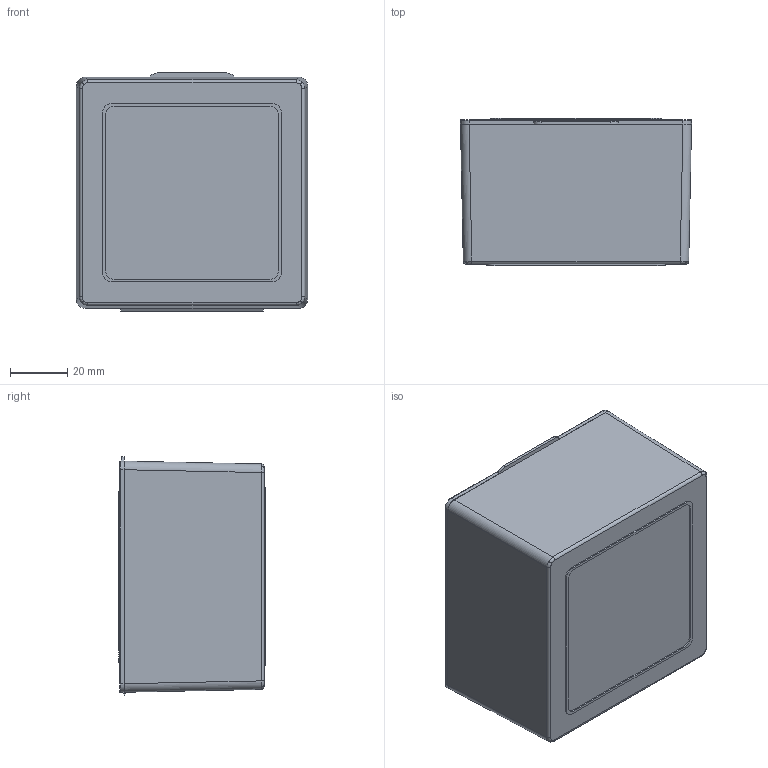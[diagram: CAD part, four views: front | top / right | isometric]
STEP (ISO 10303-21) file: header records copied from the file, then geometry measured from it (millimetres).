
FILE_DESCRIPTION (( 'STEP AP214' ), '1' );
FILE_NAME ('B118 Êîðîáêà ïëàñòèêîâàÿ, ?80x80x50 ìì.STEP', '2020-04-06T13:17:35', ( '' ), ( '' ), 'SwSTEP 2.0', 'SolidWorks 2020', '' );
FILE_SCHEMA (( 'AUTOMOTIVE_DESIGN' ));
Length unit declared in the file: millimetre
Products named in the file (3): B118 Êðûøêà; B118 Êîðîáêà ïëàñòèêîâàÿ, ?80x80x50 ìì; B118 Åìêîñòü
Assembly tree (2 placements, depth 2):
  B118 Êîðîáêà ïëàñòèêîâàÿ, ?80x80x50 ìì
    B118 Åìêîñòü
    B118 Êðûøêà
Bounding box: 81 x 51.5 x 83.5 mm (x, y, z)
Volume: 43250.9 mm3; surface area: 58635.8 mm2
Topology: 2 solids, 2 shells, 182 faces, 456 edges, 296 vertices
Faces by surface type: cylinder 94, plane 66, bspline 16, torus 6
Entity records: 5660 total; most frequent: CARTESIAN_POINT 1427, ORIENTED_EDGE 912, DIRECTION 812, EDGE_CURVE 456, VERTEX_POINT 296, AXIS2_PLACEMENT_3D 273, LINE 266, VECTOR 266
